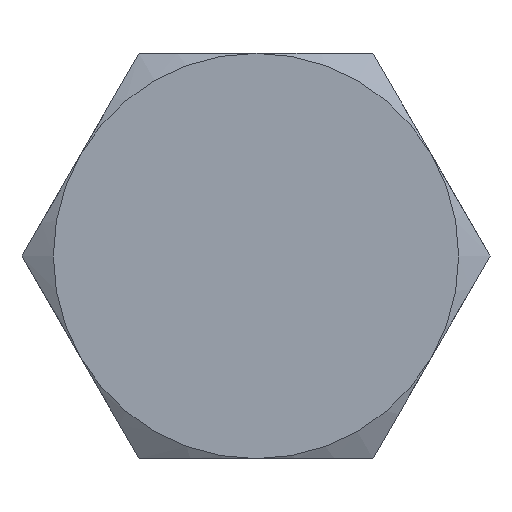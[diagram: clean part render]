
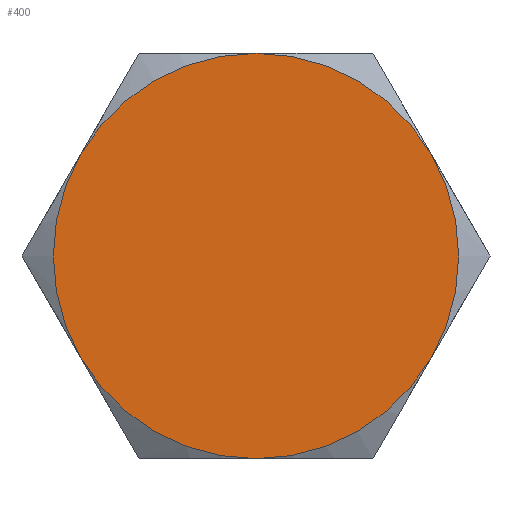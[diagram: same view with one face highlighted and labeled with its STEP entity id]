
A CAD part, left-side view. The second image highlights one B-rep face of the part: STEP entity #400.
In plain terms, the highlighted planar face has unit normal (-1, 0, 0).
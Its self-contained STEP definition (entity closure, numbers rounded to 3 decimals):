
#21 = PLANE ( 'NONE',  #552 ) ;
#28 = DIRECTION ( 'NONE',  ( 1., 0., 0. ) ) ;
#30 = CARTESIAN_POINT ( 'NONE',  ( 0., 8.227, -4.75 ) ) ;
#31 = DIRECTION ( 'NONE',  ( 0., 0., -1. ) ) ;
#62 = CIRCLE ( 'NONE', #744, 9.5 ) ;
#91 = CARTESIAN_POINT ( 'NONE',  ( 0., 10.97, 0. ) ) ;
#118 = CIRCLE ( 'NONE', #208, 9.5 ) ;
#132 = VERTEX_POINT ( 'NONE', #223 ) ;
#155 = DIRECTION ( 'NONE',  ( 1., 0., 0. ) ) ;
#162 = AXIS2_PLACEMENT_3D ( 'NONE', #492, #699, #331 ) ;
#166 = CIRCLE ( 'NONE', #168, 9.5 ) ;
#168 = AXIS2_PLACEMENT_3D ( 'NONE', #264, #279, #387 ) ;
#208 = AXIS2_PLACEMENT_3D ( 'NONE', #354, #236, #31 ) ;
#223 = CARTESIAN_POINT ( 'NONE',  ( 0., -8.227, 4.75 ) ) ;
#233 = VERTEX_POINT ( 'NONE', #662 ) ;
#236 = DIRECTION ( 'NONE',  ( 1., 0., 0. ) ) ;
#238 = CARTESIAN_POINT ( 'NONE',  ( 0., 0., 0. ) ) ;
#246 = EDGE_CURVE ( 'NONE', #516, #366, #342, .T. ) ;
#251 = AXIS2_PLACEMENT_3D ( 'NONE', #238, #353, #300 ) ;
#259 = FACE_OUTER_BOUND ( 'NONE', #419, .T. ) ;
#261 = EDGE_CURVE ( 'NONE', #132, #277, #166, .T. ) ;
#264 = CARTESIAN_POINT ( 'NONE',  ( 0., 0., 0. ) ) ;
#275 = CARTESIAN_POINT ( 'NONE',  ( 0., 0., -9.5 ) ) ;
#277 = VERTEX_POINT ( 'NONE', #566 ) ;
#279 = DIRECTION ( 'NONE',  ( 1., 0., 0. ) ) ;
#298 = CARTESIAN_POINT ( 'NONE',  ( 0., 8.227, 4.75 ) ) ;
#300 = DIRECTION ( 'NONE',  ( 0., 0., 1. ) ) ;
#321 = AXIS2_PLACEMENT_3D ( 'NONE', #499, #683, #630 ) ;
#325 = EDGE_CURVE ( 'NONE', #233, #132, #62, .T. ) ;
#331 = DIRECTION ( 'NONE',  ( 0., 0., -1. ) ) ;
#340 = CIRCLE ( 'NONE', #321, 9.5 ) ;
#342 = CIRCLE ( 'NONE', #162, 9.5 ) ;
#350 = EDGE_CURVE ( 'NONE', #798, #516, #118, .T. ) ;
#353 = DIRECTION ( 'NONE',  ( -1., 0., 0. ) ) ;
#354 = CARTESIAN_POINT ( 'NONE',  ( 0., 0., 0. ) ) ;
#359 = CIRCLE ( 'NONE', #251, 9.5 ) ;
#366 = VERTEX_POINT ( 'NONE', #298 ) ;
#387 = DIRECTION ( 'NONE',  ( 0., 0., -1. ) ) ;
#400 = ADVANCED_FACE ( 'NONE', ( #259 ), #21, .F. ) ;
#419 = EDGE_LOOP ( 'NONE', ( #676, #674, #468, #441, #459, #809 ) ) ;
#441 = ORIENTED_EDGE ( 'NONE', *, *, #325, .F. ) ;
#457 = DIRECTION ( 'NONE',  ( 0., 0., -1. ) ) ;
#459 = ORIENTED_EDGE ( 'NONE', *, *, #462, .T. ) ;
#462 = EDGE_CURVE ( 'NONE', #233, #366, #359, .T. ) ;
#468 = ORIENTED_EDGE ( 'NONE', *, *, #261, .F. ) ;
#492 = CARTESIAN_POINT ( 'NONE',  ( 0., 0., 0. ) ) ;
#499 = CARTESIAN_POINT ( 'NONE',  ( 0., 0., 0. ) ) ;
#516 = VERTEX_POINT ( 'NONE', #30 ) ;
#552 = AXIS2_PLACEMENT_3D ( 'NONE', #91, #155, #457 ) ;
#566 = CARTESIAN_POINT ( 'NONE',  ( 0., -8.227, -4.75 ) ) ;
#591 = CARTESIAN_POINT ( 'NONE',  ( 0., 0., 0. ) ) ;
#630 = DIRECTION ( 'NONE',  ( 0., 0., -1. ) ) ;
#662 = CARTESIAN_POINT ( 'NONE',  ( 0., 0., 9.5 ) ) ;
#671 = EDGE_CURVE ( 'NONE', #277, #798, #340, .T. ) ;
#674 = ORIENTED_EDGE ( 'NONE', *, *, #671, .F. ) ;
#676 = ORIENTED_EDGE ( 'NONE', *, *, #350, .F. ) ;
#683 = DIRECTION ( 'NONE',  ( 1., 0., 0. ) ) ;
#699 = DIRECTION ( 'NONE',  ( 1., 0., 0. ) ) ;
#744 = AXIS2_PLACEMENT_3D ( 'NONE', #591, #28, #777 ) ;
#777 = DIRECTION ( 'NONE',  ( 0., 0., -1. ) ) ;
#798 = VERTEX_POINT ( 'NONE', #275 ) ;
#809 = ORIENTED_EDGE ( 'NONE', *, *, #246, .F. ) ;
